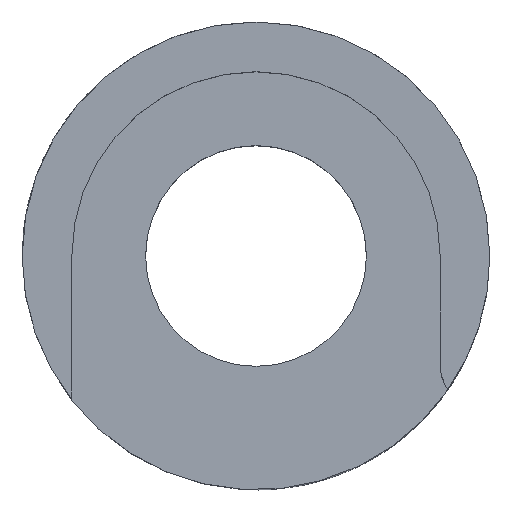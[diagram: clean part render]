
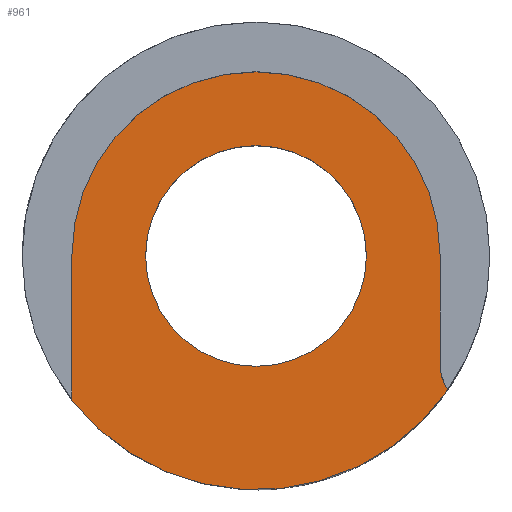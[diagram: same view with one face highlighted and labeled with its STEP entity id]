
A CAD part, top view. The second image highlights one B-rep face of the part: STEP entity #961.
In plain terms, the highlighted planar face has unit normal (0, 0, 1).
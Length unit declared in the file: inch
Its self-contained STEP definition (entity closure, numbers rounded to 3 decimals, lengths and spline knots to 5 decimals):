
#8 = VERTEX_POINT ( 'NONE', #823 ) ;
#38 = CARTESIAN_POINT ( 'NONE',  ( -0.3937, 0., 0.726 ) ) ;
#85 = ORIENTED_EDGE ( 'NONE', *, *, #571, .F. ) ;
#92 = CARTESIAN_POINT ( 'NONE',  ( 0., 0., 0.726 ) ) ;
#94 = DIRECTION ( 'NONE',  ( 0., 0., -1. ) ) ;
#111 = VECTOR ( 'NONE', #475, 39.37008 ) ;
#129 = DIRECTION ( 'NONE',  ( 0., -1., 0. ) ) ;
#130 = VERTEX_POINT ( 'NONE', #818 ) ;
#157 = DIRECTION ( 'NONE',  ( -1., 0., 0. ) ) ;
#167 = EDGE_CURVE ( 'NONE', #8, #825, #176, .T. ) ;
#176 = LINE ( 'NONE', #503, #570 ) ;
#203 = ORIENTED_EDGE ( 'NONE', *, *, #831, .T. ) ;
#209 = ORIENTED_EDGE ( 'NONE', *, *, #360, .T. ) ;
#224 = CARTESIAN_POINT ( 'NONE',  ( 0.48255, -0.23367, 0.726 ) ) ;
#235 = CIRCLE ( 'NONE', #248, 0.236 ) ;
#248 = AXIS2_PLACEMENT_3D ( 'NONE', #775, #851, #533 ) ;
#297 = CARTESIAN_POINT ( 'NONE',  ( 0.3937, -0.23367, 0.726 ) ) ;
#313 = CIRCLE ( 'NONE', #979, 0.3937 ) ;
#331 = FACE_OUTER_BOUND ( 'NONE', #588, .T. ) ;
#339 = AXIS2_PLACEMENT_3D ( 'NONE', #224, #858, #949 ) ;
#350 = DIRECTION ( 'NONE',  ( 0., 0., -1. ) ) ;
#360 = EDGE_CURVE ( 'NONE', #550, #683, #387, .T. ) ;
#382 = AXIS2_PLACEMENT_3D ( 'NONE', #902, #350, #906 ) ;
#387 = LINE ( 'NONE', #586, #1015 ) ;
#389 = CARTESIAN_POINT ( 'NONE',  ( 0.20941, 0.1067, 0.726 ) ) ;
#417 = AXIS2_PLACEMENT_3D ( 'NONE', #872, #936, #940 ) ;
#418 = CARTESIAN_POINT ( 'NONE',  ( 0.40976, -0.28652, 0.726 ) ) ;
#437 = ORIENTED_EDGE ( 'NONE', *, *, #724, .F. ) ;
#453 = CIRCLE ( 'NONE', #339, 0.08885 ) ;
#463 = EDGE_CURVE ( 'NONE', #556, #683, #884, .T. ) ;
#467 = ORIENTED_EDGE ( 'NONE', *, *, #463, .F. ) ;
#471 = AXIS2_PLACEMENT_3D ( 'NONE', #696, #967, #833 ) ;
#475 = DIRECTION ( 'NONE',  ( 0.454, -0.891, 0. ) ) ;
#485 = DIRECTION ( 'NONE',  ( 0., -1., 0. ) ) ;
#496 = CARTESIAN_POINT ( 'NONE',  ( 0.40338, -0.27401, 0.726 ) ) ;
#503 = CARTESIAN_POINT ( 'NONE',  ( 0.3937, 0., 0.726 ) ) ;
#518 = LINE ( 'NONE', #389, #111 ) ;
#528 = ORIENTED_EDGE ( 'NONE', *, *, #977, .F. ) ;
#533 = DIRECTION ( 'NONE',  ( -1., 0., 0. ) ) ;
#550 = VERTEX_POINT ( 'NONE', #38 ) ;
#554 = CARTESIAN_POINT ( 'NONE',  ( 0.236, 0., 0.726 ) ) ;
#556 = VERTEX_POINT ( 'NONE', #418 ) ;
#562 = FACE_BOUND ( 'NONE', #840, .T. ) ;
#565 = VERTEX_POINT ( 'NONE', #496 ) ;
#570 = VECTOR ( 'NONE', #485, 39.37008 ) ;
#571 = EDGE_CURVE ( 'NONE', #550, #8, #313, .T. ) ;
#586 = CARTESIAN_POINT ( 'NONE',  ( -0.3937, 0., 0.726 ) ) ;
#587 = PLANE ( 'NONE',  #471 ) ;
#588 = EDGE_LOOP ( 'NONE', ( #203, #989, #85, #209, #467, #528 ) ) ;
#683 = VERTEX_POINT ( 'NONE', #714 ) ;
#694 = CIRCLE ( 'NONE', #417, 0.236 ) ;
#696 = CARTESIAN_POINT ( 'NONE',  ( 0., 0., 0.726 ) ) ;
#714 = CARTESIAN_POINT ( 'NONE',  ( -0.3937, -0.30822, 0.726 ) ) ;
#724 = EDGE_CURVE ( 'NONE', #1004, #130, #694, .T. ) ;
#775 = CARTESIAN_POINT ( 'NONE',  ( 0., 0., 0.726 ) ) ;
#790 = EDGE_CURVE ( 'NONE', #130, #1004, #235, .T. ) ;
#818 = CARTESIAN_POINT ( 'NONE',  ( -0.236, 0., 0.726 ) ) ;
#823 = CARTESIAN_POINT ( 'NONE',  ( 0.3937, 0., 0.726 ) ) ;
#825 = VERTEX_POINT ( 'NONE', #297 ) ;
#831 = EDGE_CURVE ( 'NONE', #565, #825, #453, .T. ) ;
#833 = DIRECTION ( 'NONE',  ( -1., 0., 0. ) ) ;
#840 = EDGE_LOOP ( 'NONE', ( #437, #945 ) ) ;
#851 = DIRECTION ( 'NONE',  ( 0., 0., 1. ) ) ;
#858 = DIRECTION ( 'NONE',  ( 0., 0., -1. ) ) ;
#872 = CARTESIAN_POINT ( 'NONE',  ( 0., 0., 0.726 ) ) ;
#884 = CIRCLE ( 'NONE', #382, 0.5 ) ;
#902 = CARTESIAN_POINT ( 'NONE',  ( 0., 0., 0.726 ) ) ;
#906 = DIRECTION ( 'NONE',  ( -1., 0., 0. ) ) ;
#936 = DIRECTION ( 'NONE',  ( 0., 0., 1. ) ) ;
#940 = DIRECTION ( 'NONE',  ( -1., 0., 0. ) ) ;
#945 = ORIENTED_EDGE ( 'NONE', *, *, #790, .F. ) ;
#949 = DIRECTION ( 'NONE',  ( -1., 0., 0. ) ) ;
#961 = ADVANCED_FACE ( 'NONE', ( #331, #562 ), #587, .T. ) ;
#967 = DIRECTION ( 'NONE',  ( 0., 0., 1. ) ) ;
#977 = EDGE_CURVE ( 'NONE', #565, #556, #518, .T. ) ;
#979 = AXIS2_PLACEMENT_3D ( 'NONE', #92, #94, #157 ) ;
#989 = ORIENTED_EDGE ( 'NONE', *, *, #167, .F. ) ;
#1004 = VERTEX_POINT ( 'NONE', #554 ) ;
#1015 = VECTOR ( 'NONE', #129, 39.37008 ) ;
